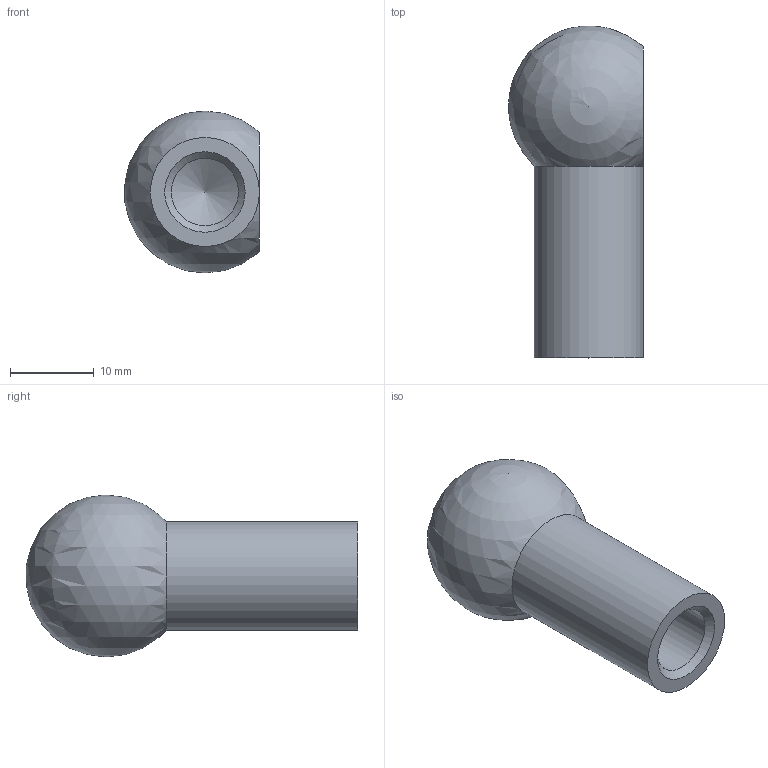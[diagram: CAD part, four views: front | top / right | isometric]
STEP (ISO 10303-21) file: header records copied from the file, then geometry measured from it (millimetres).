
FILE_DESCRIPTION (( 'STEP AP214' ), '1' );
FILE_NAME ('75.99.10.0002L.step', '2021-04-02T17:57:54', ( '' ), ( '' ), 'SwSTEP 2.0', 'SolidWorks 2021', '' );
FILE_SCHEMA (( 'AUTOMOTIVE_DESIGN' ));
Length unit declared in the file: millimetre
Products named in the file (1): 75.99.10.0002L
Bounding box: 16.08 x 39.58 x 19.3 mm (x, y, z)
Volume: 4058.5 mm3; surface area: 3001.9 mm2
Topology: 2 solids, 2 shells, 16 faces, 29 edges, 18 vertices
Faces by surface type: plane 5, cylinder 5, cone 3, sphere 2, torus 1
Full cylindrical faces by diameter (mm): 8 x1, 13 x1, 13.756 x2, 14.756 x1
Entity records: 343 total; most frequent: DIRECTION 62, CARTESIAN_POINT 44, AXIS2_PLACEMENT_3D 31, ORIENTED_EDGE 28, EDGE_LOOP 27, FACE_OUTER_BOUND 20, ADVANCED_FACE 16, EDGE_CURVE 14
